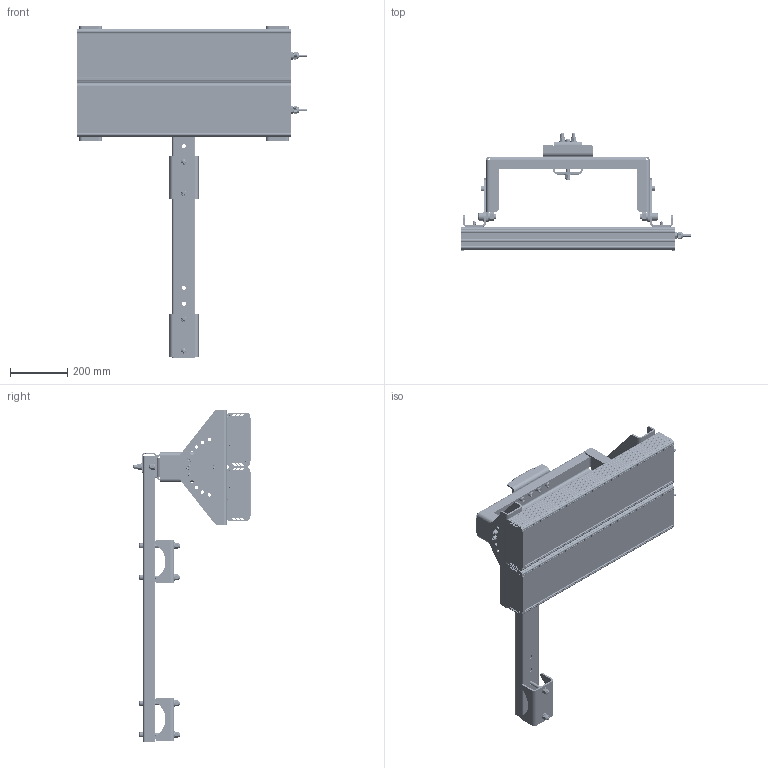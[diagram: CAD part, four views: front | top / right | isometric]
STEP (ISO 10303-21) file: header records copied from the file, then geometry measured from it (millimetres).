
FILE_DESCRIPTION(('STEP AP214'), '1');
FILE_NAME('001.0084.25.000 - ÃÑÓ Ýêñòðà Îïòèê Ì 300 (2õ150)', '2023-12-14T09:38:54', ('Åâãåíèé'), ('ÎÊÁ Ñâîé Ñòèëü'), 'C3D Converter', 'C3D Toolkit', '');
FILE_SCHEMA(('AUTOMOTIVE_DESIGN { 1 0 10303 214 3 1 1}'));
Length unit declared in the file: millimetre
Products named in the file (50): 001.0084.25.000; 001.0056.03.000; 001.0054.04.001.х2; 001.0054.04.001.х2-01; 001.0056.00.001; 001.0056.01.000; 001.0056.01.001; ТрП 80х40х3.1000.01; 001.0056.00.002
Assembly tree (143 placements, depth 4):
  001.0084.25.000
    (unnamed)  x2
      (unnamed)
      (unnamed)
      (unnamed)
      (unnamed)
      (unnamed)
      (unnamed)
      (unnamed)
      (unnamed)
      (unnamed)
        (unnamed)
      (unnamed)
        (unnamed)
        (unnamed)
        (unnamed)  x13
        (unnamed)
        (unnamed)
        (unnamed)
        (unnamed)
        (unnamed)
        (unnamed)
        (unnamed)
    001.0056.03.000
      001.0054.04.001.х2
      001.0054.04.001.х2-01
      (unnamed)  x2
      (unnamed)  x2
      (unnamed)  x2
      (unnamed)  x2
      (unnamed)  x2
      (unnamed)  x2
      001.0056.00.001
      001.0056.01.000
        001.0056.01.001
        ТрП 80х40х3.1000.01
      (unnamed)  x4
      (unnamed)  x2
      (unnamed)  x2
      (unnamed)  x2
      (unnamed)  x8
      (unnamed)  x4
      (unnamed)  x4
      (unnamed)  x4
      (unnamed)  x16
      001.0056.00.002  x2
      (unnamed)  x4
      (unnamed)  x8
      (unnamed)  x2
      (unnamed)  x2
Bounding box: 806.43 x 410.16 x 1159.5 mm (x, y, z)
Volume: 8278546.4 mm3; surface area: 5104430.7 mm2
Topology: 1177 solids, 1177 shells, 16370 faces, 37366 edges, 24884 vertices
Faces by surface type: plane 11482, cylinder 3878, bspline 522, cone 408, torus 48, sphere 32
Full cylindrical faces by diameter (mm): 1 x32, 2 x64, 2.5 x128, 2.8 x800, 3.2 x32, 3.5 x192, 4 x24, 4.917 x4, 6 x4, 6.4 x4, 6.75 x4, 8 x28, 8.376 x4, 9 x416, 10 x16, 10.106 x8, 11 x12, 12 x38, 12.5 x2, 13 x8, 13.5 x16, 14 x40, 15.294 x2, 16 x6, 18 x18, 18.5 x6, 20 x14, 22 x4, 23.5 x2, 24 x16
Entity records: 132836 total; most frequent: CARTESIAN_POINT 56723, DIRECTION 12184, ORIENTED_EDGE 11224, EDGE_CURVE 5612, AXIS2_PLACEMENT_3D 4456, VERTEX_POINT 3868, LINE 3272, VECTOR 3272
